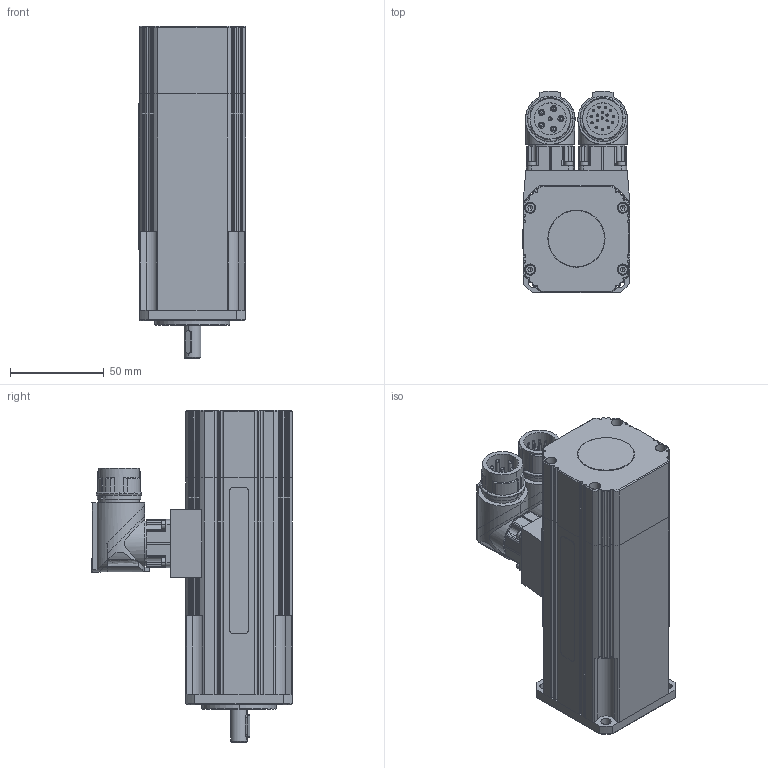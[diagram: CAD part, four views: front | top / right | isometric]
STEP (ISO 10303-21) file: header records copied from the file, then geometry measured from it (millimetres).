
FILE_DESCRIPTION((''),'2;1');
FILE_NAME('FP-105 + Encoder Heidenhain ERN 1100.stp','2013-04-12T10:16:36',('arodrigo'),(''),'Autodesk Inventor 9','Autodesk Inventor 9','');
FILE_SCHEMA(('AUTOMOTIVE_DESIGN { 1 0 10303 214 1 1 1 1 }'));
Length unit declared in the file: millimetre
Products named in the file (1): Pieza1
Bounding box: 57.5 x 107.15 x 177.05 mm (x, y, z)
Volume: 554455 mm3; surface area: 72863.1 mm2
Topology: 1 solids, 24 shells, 1446 faces, 3765 edges, 2336 vertices
Faces by surface type: cylinder 630, plane 498, cone 116, bspline 104, torus 52, sphere 46
Entity records: 45356 total; most frequent: CARTESIAN_POINT 10409, DIRECTION 7539, ORIENTED_EDGE 7266, EDGE_CURVE 3633, AXIS2_PLACEMENT_3D 2928, VERTEX_POINT 2336, VECTOR 1683, LINE 1683
